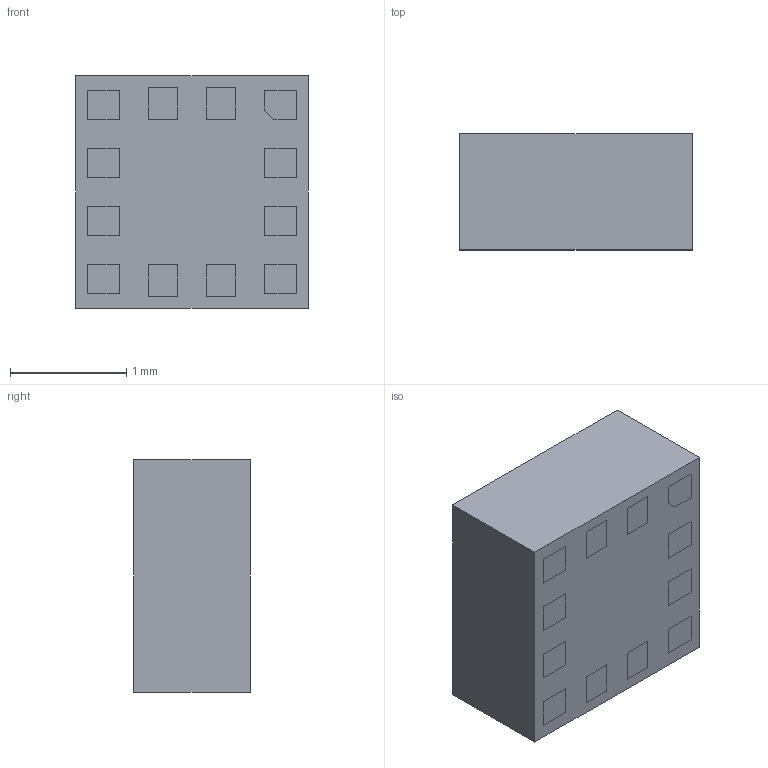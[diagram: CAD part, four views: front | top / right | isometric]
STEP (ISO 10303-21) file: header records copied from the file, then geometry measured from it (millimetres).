
FILE_DESCRIPTION (( 'STEP AP214' ), '1' );
FILE_NAME ('LIS2DE12TR.STEP', '2023-03-27T22:07:16', ( '' ), ( '' ), 'SwSTEP 2.0', 'SolidWorks 2013', '' );
FILE_SCHEMA (( 'AUTOMOTIVE_DESIGN' ));
Length unit declared in the file: inch
Products named in the file (1): LIS2DE12TR
Bounding box: 2 x 1 x 2 mm (x, y, z)
Volume: 4 mm3; surface area: 20.3 mm2
Topology: 14 solids, 14 shells, 147 faces, 318 edges, 212 vertices
Faces by surface type: plane 143, cylinder 4
Entity records: 6014 total; most frequent: CARTESIAN_POINT 678, ORIENTED_EDGE 636, DIRECTION 622, EDGE_CURVE 318, LINE 310, VECTOR 310, VERTEX_POINT 212, UNCERTAINTY_MEASURE_WITH_UNIT 163
